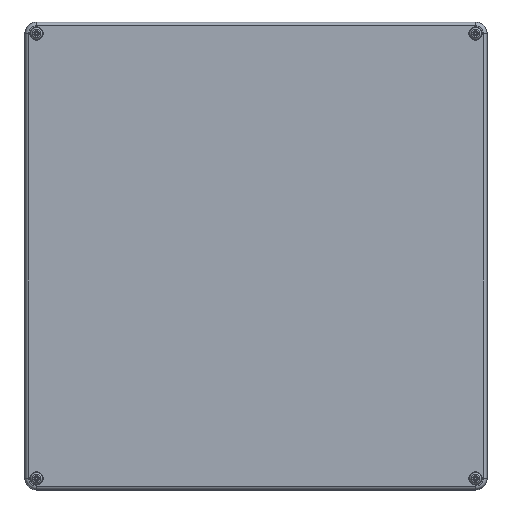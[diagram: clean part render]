
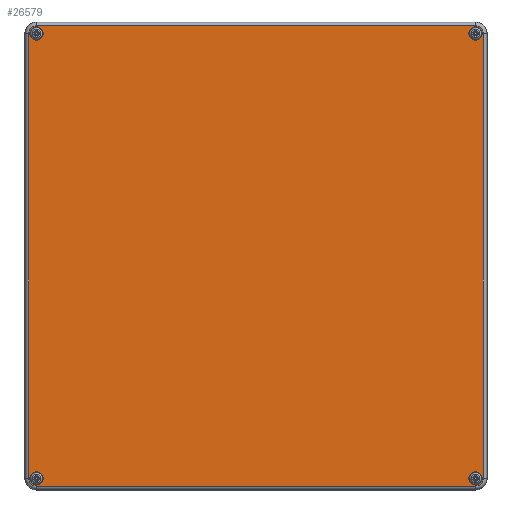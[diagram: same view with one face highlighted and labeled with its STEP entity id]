
A CAD part, top view. The second image highlights one B-rep face of the part: STEP entity #26579.
In plain terms, the highlighted face is planar.
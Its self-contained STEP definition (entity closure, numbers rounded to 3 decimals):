
#26456=CARTESIAN_POINT('',(-195.8,192.5,-25.0));
#26457=VERTEX_POINT('',#26456);
#26458=CARTESIAN_POINT('',(-190.,192.5,-25.0));
#26459=DIRECTION('',(0.0,0.0,-1.0));
#26460=DIRECTION('',(1.0,0.0,0.0));
#26461=AXIS2_PLACEMENT_3D('',#26458,#26459,#26460);
#26462=CIRCLE('',#26461,5.8);
#26463=EDGE_CURVE('',#26457,#26457,#26462,.T.);
#26468=CARTESIAN_POINT('',(0.,0.,-25.0));
#26469=DIRECTION('',(0.0,0.0,1.0));
#26470=DIRECTION('',(1.0,0.0,0.0));
#26471=AXIS2_PLACEMENT_3D('',#26468,#26469,#26470);
#26472=PLANE('',#26471);
#26473=CARTESIAN_POINT('',(196.616,-192.5,-25.0));
#26474=VERTEX_POINT('',#26473);
#26475=CARTESIAN_POINT('',(196.616,192.5,-25.0));
#26476=VERTEX_POINT('',#26475);
#26477=CARTESIAN_POINT('',(196.616,-192.5,-25.0));
#26478=DIRECTION('',(0.0,1.0,0.0));
#26479=VECTOR('',#26478,385.);
#26480=LINE('',#26477,#26479);
#26481=EDGE_CURVE('',#26474,#26476,#26480,.T.);
#26482=ORIENTED_EDGE('',*,*,#26481,.F.);
#26483=CARTESIAN_POINT('',(190.,-199.116,-25.0));
#26484=VERTEX_POINT('',#26483);
#26485=CARTESIAN_POINT('',(190.,-192.5,-25.0));
#26486=DIRECTION('',(0.0,0.0,1.0));
#26487=DIRECTION('',(0.707,-0.707,0.0));
#26488=AXIS2_PLACEMENT_3D('',#26485,#26486,#26487);
#26489=CIRCLE('',#26488,6.616);
#26490=EDGE_CURVE('',#26484,#26474,#26489,.T.);
#26491=ORIENTED_EDGE('',*,*,#26490,.F.);
#26492=CARTESIAN_POINT('',(-190.,-199.116,-25.0));
#26493=VERTEX_POINT('',#26492);
#26494=CARTESIAN_POINT('',(-190.,-199.116,-25.0));
#26495=DIRECTION('',(1.0,0.0,0.0));
#26496=VECTOR('',#26495,380.);
#26497=LINE('',#26494,#26496);
#26498=EDGE_CURVE('',#26493,#26484,#26497,.T.);
#26499=ORIENTED_EDGE('',*,*,#26498,.F.);
#26500=CARTESIAN_POINT('',(-196.616,-192.5,-25.0));
#26501=VERTEX_POINT('',#26500);
#26502=CARTESIAN_POINT('',(-190.,-192.5,-25.0));
#26503=DIRECTION('',(0.0,0.0,1.0));
#26504=DIRECTION('',(-0.707,-0.707,0.0));
#26505=AXIS2_PLACEMENT_3D('',#26502,#26503,#26504);
#26506=CIRCLE('',#26505,6.616);
#26507=EDGE_CURVE('',#26501,#26493,#26506,.T.);
#26508=ORIENTED_EDGE('',*,*,#26507,.F.);
#26509=CARTESIAN_POINT('',(-196.616,192.5,-25.0));
#26510=VERTEX_POINT('',#26509);
#26511=CARTESIAN_POINT('',(-196.616,192.5,-25.0));
#26512=DIRECTION('',(0.0,-1.0,0.0));
#26513=VECTOR('',#26512,385.);
#26514=LINE('',#26511,#26513);
#26515=EDGE_CURVE('',#26510,#26501,#26514,.T.);
#26516=ORIENTED_EDGE('',*,*,#26515,.F.);
#26517=CARTESIAN_POINT('',(-190.,199.116,-25.0));
#26518=VERTEX_POINT('',#26517);
#26519=CARTESIAN_POINT('',(-190.,192.5,-25.0));
#26520=DIRECTION('',(0.0,0.0,1.0));
#26521=DIRECTION('',(-0.707,0.707,0.0));
#26522=AXIS2_PLACEMENT_3D('',#26519,#26520,#26521);
#26523=CIRCLE('',#26522,6.616);
#26524=EDGE_CURVE('',#26518,#26510,#26523,.T.);
#26525=ORIENTED_EDGE('',*,*,#26524,.F.);
#26526=CARTESIAN_POINT('',(190.,199.116,-25.0));
#26527=VERTEX_POINT('',#26526);
#26528=CARTESIAN_POINT('',(190.,199.116,-25.0));
#26529=DIRECTION('',(-1.0,0.0,0.0));
#26530=VECTOR('',#26529,380.);
#26531=LINE('',#26528,#26530);
#26532=EDGE_CURVE('',#26527,#26518,#26531,.T.);
#26533=ORIENTED_EDGE('',*,*,#26532,.F.);
#26534=CARTESIAN_POINT('',(190.,192.5,-25.0));
#26535=DIRECTION('',(0.0,0.0,1.0));
#26536=DIRECTION('',(0.707,0.707,0.0));
#26537=AXIS2_PLACEMENT_3D('',#26534,#26535,#26536);
#26538=CIRCLE('',#26537,6.616);
#26539=EDGE_CURVE('',#26476,#26527,#26538,.T.);
#26540=ORIENTED_EDGE('',*,*,#26539,.F.);
#26541=EDGE_LOOP('',(#26482,#26491,#26499,#26508,#26516,#26525,#26533,#26540));
#26542=FACE_OUTER_BOUND('',#26541,.T.);
#26543=CARTESIAN_POINT('',(184.2,192.5,-25.0));
#26544=VERTEX_POINT('',#26543);
#26545=CARTESIAN_POINT('',(190.,192.5,-25.0));
#26546=DIRECTION('',(0.0,0.0,-1.0));
#26547=DIRECTION('',(1.0,0.0,0.0));
#26548=AXIS2_PLACEMENT_3D('',#26545,#26546,#26547);
#26549=CIRCLE('',#26548,5.8);
#26550=EDGE_CURVE('',#26544,#26544,#26549,.T.);
#26551=ORIENTED_EDGE('',*,*,#26550,.F.);
#26552=EDGE_LOOP('',(#26551));
#26553=FACE_BOUND('',#26552,.T.);
#26554=CARTESIAN_POINT('',(-195.8,-192.5,-25.0));
#26555=VERTEX_POINT('',#26554);
#26556=CARTESIAN_POINT('',(-190.,-192.5,-25.0));
#26557=DIRECTION('',(0.0,0.0,-1.0));
#26558=DIRECTION('',(1.0,0.0,0.0));
#26559=AXIS2_PLACEMENT_3D('',#26556,#26557,#26558);
#26560=CIRCLE('',#26559,5.8);
#26561=EDGE_CURVE('',#26555,#26555,#26560,.T.);
#26562=ORIENTED_EDGE('',*,*,#26561,.F.);
#26563=EDGE_LOOP('',(#26562));
#26564=FACE_BOUND('',#26563,.T.);
#26565=CARTESIAN_POINT('',(184.2,-192.5,-25.0));
#26566=VERTEX_POINT('',#26565);
#26567=CARTESIAN_POINT('',(190.,-192.5,-25.0));
#26568=DIRECTION('',(0.0,0.0,-1.0));
#26569=DIRECTION('',(1.0,0.0,0.0));
#26570=AXIS2_PLACEMENT_3D('',#26567,#26568,#26569);
#26571=CIRCLE('',#26570,5.8);
#26572=EDGE_CURVE('',#26566,#26566,#26571,.T.);
#26573=ORIENTED_EDGE('',*,*,#26572,.F.);
#26574=EDGE_LOOP('',(#26573));
#26575=FACE_BOUND('',#26574,.T.);
#26576=ORIENTED_EDGE('',*,*,#26463,.F.);
#26577=EDGE_LOOP('',(#26576));
#26578=FACE_BOUND('',#26577,.T.);
#26579=ADVANCED_FACE('',(#26542,#26553,#26564,#26575,#26578),#26472,.F.);
